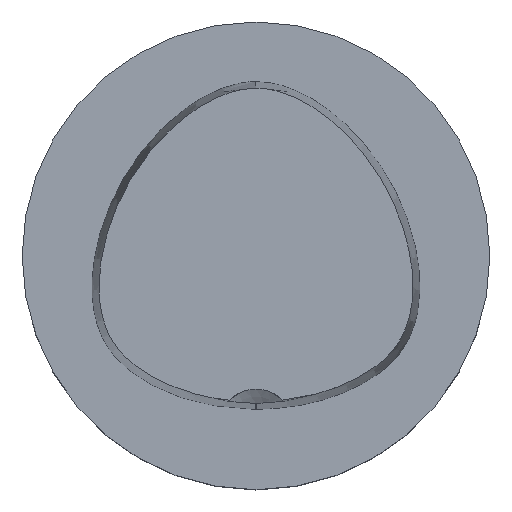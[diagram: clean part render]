
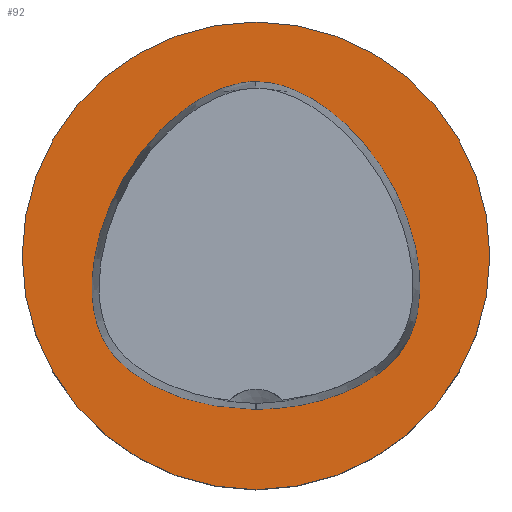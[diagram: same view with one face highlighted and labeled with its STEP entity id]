
A CAD part, top view. The second image highlights one B-rep face of the part: STEP entity #92.
In plain terms, the highlighted planar face has unit normal (0, 0, 1).
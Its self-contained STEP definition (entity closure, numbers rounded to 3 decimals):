
#92=ADVANCED_FACE('240[2]',(#214,#215),#216,.T.);
#96=EDGE_CURVE('240[2]',#221,#222,#223,.T.);
#119=EDGE_CURVE('240[2]',#203,#221,#254,.T.);
#138=EDGE_CURVE('240[2]',#222,#203,#278,.T.);
#148=EDGE_CURVE('240[2]',#290,#290,#291,.T.);
#203=VERTEX_POINT('',#413);
#214=FACE_BOUND('',#428,.T.);
#215=FACE_OUTER_BOUND('',#429,.T.);
#216=PLANE('',#430);
#221=VERTEX_POINT('',#442);
#222=VERTEX_POINT('',#443);
#223=CIRCLE('',#444,0.95);
#254=B_SPLINE_CURVE_WITH_KNOTS('',3,(#589,#590,#591,#592,#593,#594,#595,#596,#597,#598,#599,#600,#601,#602,#603,#604,#605,#606),.UNSPECIFIED.,.F.,.F.,(4,1,1,1,1,1,1,1,1,2,1,1,1,1,4),(-6.615,-6.202,-5.788,-5.375,-4.961,-4.134,-3.308,-2.894,-2.481,-2.067,-1.654,-1.24,-0.827,-0.413,0.0),.UNSPECIFIED.);
#278=B_SPLINE_CURVE_WITH_KNOTS('',3,(#667,#668,#669,#670,#671,#672,#673,#674,#675,#676,#677,#678,#679,#680,#681,#682,#683),.UNSPECIFIED.,.F.,.F.,(4,1,1,1,1,1,1,1,1,1,1,1,1,1,4),(-13.23,-12.817,-12.403,-11.99,-11.576,-11.163,-10.956,-10.75,-10.336,-9.923,-9.096,-8.269,-7.442,-7.029,-6.615),.UNSPECIFIED.);
#290=VERTEX_POINT('',#698);
#291=CIRCLE('',#699,31.493);
#413=CARTESIAN_POINT('',(-0.044,23.469,0.));
#428=EDGE_LOOP('',(#759,#760,#761));
#429=EDGE_LOOP('',(#762));
#430=AXIS2_PLACEMENT_3D('',#763,#764,#765);
#442=CARTESIAN_POINT('',(0.045,-20.677,0.));
#443=CARTESIAN_POINT('',(-0.045,-20.677,0.));
#444=AXIS2_PLACEMENT_3D('',#766,#767,#768);
#589=CARTESIAN_POINT('',(-0.044,23.469,0.));
#590=CARTESIAN_POINT('',(1.471,23.477,0.));
#591=CARTESIAN_POINT('',(4.439,22.821,0.));
#592=CARTESIAN_POINT('',(8.35,20.8,0.));
#593=CARTESIAN_POINT('',(11.745,18.156,0.));
#594=CARTESIAN_POINT('',(15.699,14.041,0.));
#595=CARTESIAN_POINT('',(19.535,8.006,0.));
#596=CARTESIAN_POINT('',(21.721,1.161,0.0));
#597=CARTESIAN_POINT('',(22.249,-4.55,0.0));
#598=CARTESIAN_POINT('',(21.665,-9.002,0.0));
#599=CARTESIAN_POINT('',(20.395,-11.778,0.0));
#600=CARTESIAN_POINT('',(18.593,-14.198,0.0));
#601=CARTESIAN_POINT('',(16.323,-16.178,0.0));
#602=CARTESIAN_POINT('',(12.508,-18.252,0.));
#603=CARTESIAN_POINT('',(8.468,-19.679,0.));
#604=CARTESIAN_POINT('',(4.23,-20.488,0.));
#605=CARTESIAN_POINT('',(1.423,-20.613,0.));
#606=CARTESIAN_POINT('',(0.045,-20.677,0.));
#667=CARTESIAN_POINT('',(-0.045,-20.677,0.));
#668=CARTESIAN_POINT('',(-1.424,-20.61,0.));
#669=CARTESIAN_POINT('',(-4.223,-20.484,0.));
#670=CARTESIAN_POINT('',(-8.472,-19.689,0.));
#671=CARTESIAN_POINT('',(-12.514,-18.243,0.0));
#672=CARTESIAN_POINT('',(-16.304,-16.173,0.));
#673=CARTESIAN_POINT('',(-19.145,-13.704,0.));
#674=CARTESIAN_POINT('',(-20.732,-11.101,0.0));
#675=CARTESIAN_POINT('',(-21.783,-8.281,0.));
#676=CARTESIAN_POINT('',(-22.226,-4.609,0.0));
#677=CARTESIAN_POINT('',(-21.744,1.113,0.0));
#678=CARTESIAN_POINT('',(-19.552,7.954,0.0));
#679=CARTESIAN_POINT('',(-14.957,15.209,0.0));
#680=CARTESIAN_POINT('',(-9.668,20.083,0.));
#681=CARTESIAN_POINT('',(-4.516,22.795,0.));
#682=CARTESIAN_POINT('',(-1.559,23.461,0.));
#683=CARTESIAN_POINT('',(-0.044,23.469,0.));
#698=CARTESIAN_POINT('',(0.,-31.493,0.0));
#699=AXIS2_PLACEMENT_3D('',#826,#827,#828);
#759=ORIENTED_EDGE('',*,*,#119,.T.);
#760=ORIENTED_EDGE('',*,*,#96,.T.);
#761=ORIENTED_EDGE('',*,*,#138,.T.);
#762=ORIENTED_EDGE('',*,*,#148,.F.);
#763=CARTESIAN_POINT('',(0.,15.746,0.));
#764=DIRECTION('',(0.0,0.0,1.0));
#765=DIRECTION('',(1.0,-0.0,0.0));
#766=CARTESIAN_POINT('',(0.001,-19.728,0.));
#767=DIRECTION('',(0.0,-0.0,-1.0));
#768=DIRECTION('',(0.046,-0.999,0.0));
#826=CARTESIAN_POINT('',(0.0,0.0,0.0));
#827=DIRECTION('',(0.0,0.0,-1.0));
#828=DIRECTION('',(0.0,1.0,0.0));
